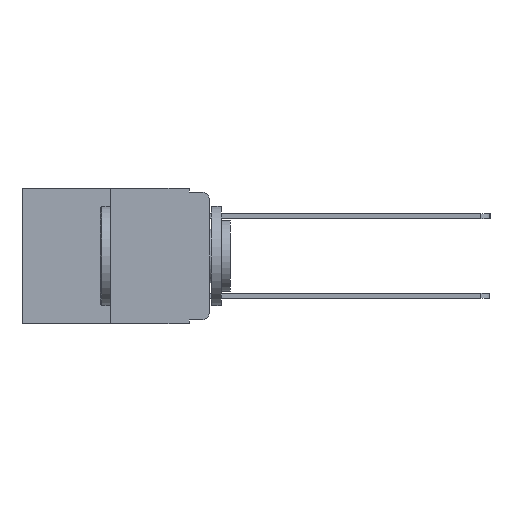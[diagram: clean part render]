
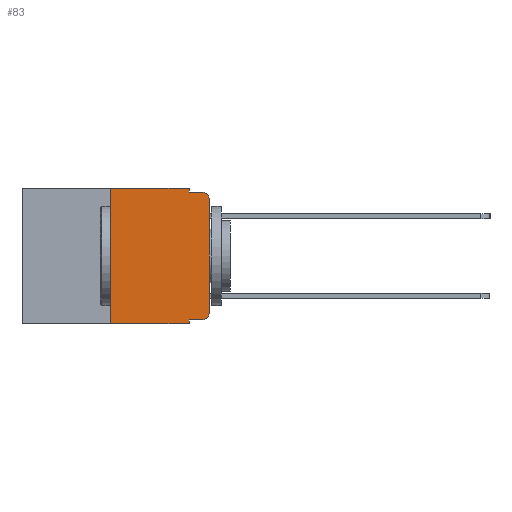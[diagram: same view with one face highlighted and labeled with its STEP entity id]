
A CAD part, left-side view. The second image highlights one B-rep face of the part: STEP entity #83.
In plain terms, the highlighted planar face has unit normal (-1, 0, 0).
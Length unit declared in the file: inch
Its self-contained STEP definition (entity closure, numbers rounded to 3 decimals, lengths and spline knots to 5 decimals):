
#83 = ADVANCED_FACE ( 'NONE', ( #10460 ), #2418, .F. ) ;
#275 = CARTESIAN_POINT ( 'NONE',  ( 0., 0., -0.03 ) ) ;
#552 = LINE ( 'NONE', #3848, #10314 ) ;
#651 = AXIS2_PLACEMENT_3D ( 'NONE', #5017, #4985, #5029 ) ;
#1492 = VECTOR ( 'NONE', #6693, 39.37008 ) ;
#1525 = VERTEX_POINT ( 'NONE', #7657 ) ;
#1601 = VERTEX_POINT ( 'NONE', #11841 ) ;
#1644 = VECTOR ( 'NONE', #5978, 39.37008 ) ;
#1845 = CARTESIAN_POINT ( 'NONE',  ( 0., 0.02, -0.03 ) ) ;
#1928 = VECTOR ( 'NONE', #11700, 39.37008 ) ;
#1942 = CARTESIAN_POINT ( 'NONE',  ( 0., 0.25, 0. ) ) ;
#2004 = LINE ( 'NONE', #2488, #9187 ) ;
#2011 = EDGE_CURVE ( 'NONE', #5522, #1525, #6497, .T. ) ;
#2412 = LINE ( 'NONE', #11325, #7125 ) ;
#2418 = PLANE ( 'NONE',  #6572 ) ;
#2488 = CARTESIAN_POINT ( 'NONE',  ( 0., 0.473, -0.343 ) ) ;
#2703 = DIRECTION ( 'NONE',  ( 0., -1., 0. ) ) ;
#2759 = CIRCLE ( 'NONE', #651, 0.02 ) ;
#2874 = DIRECTION ( 'NONE',  ( 0., 0., -1. ) ) ;
#2903 = CIRCLE ( 'NONE', #9662, 0.02 ) ;
#3403 = CARTESIAN_POINT ( 'NONE',  ( 0., 0.25, -0.343 ) ) ;
#3408 = EDGE_CURVE ( 'NONE', #1601, #6246, #2759, .T. ) ;
#3519 = EDGE_CURVE ( 'NONE', #6246, #7493, #4126, .T. ) ;
#3753 = EDGE_CURVE ( 'NONE', #5420, #1601, #8871, .T. ) ;
#3813 = ORIENTED_EDGE ( 'NONE', *, *, #5428, .T. ) ;
#3848 = CARTESIAN_POINT ( 'NONE',  ( 0., 0.051, 0. ) ) ;
#4126 = LINE ( 'NONE', #12057, #1492 ) ;
#4132 = VERTEX_POINT ( 'NONE', #7446 ) ;
#4603 = VECTOR ( 'NONE', #2703, 39.37008 ) ;
#4708 = ORIENTED_EDGE ( 'NONE', *, *, #11697, .F. ) ;
#4785 = DIRECTION ( 'NONE',  ( 1., 0., 0. ) ) ;
#4985 = DIRECTION ( 'NONE',  ( -1., 0., 0. ) ) ;
#5002 = CARTESIAN_POINT ( 'NONE',  ( 0., 0.051, -0.01 ) ) ;
#5017 = CARTESIAN_POINT ( 'NONE',  ( 0., 0.02, -0.313 ) ) ;
#5029 = DIRECTION ( 'NONE',  ( 0., 0., -1. ) ) ;
#5380 = CARTESIAN_POINT ( 'NONE',  ( 0., 0.473, 0. ) ) ;
#5420 = VERTEX_POINT ( 'NONE', #8388 ) ;
#5428 = EDGE_CURVE ( 'NONE', #7493, #11318, #2903, .T. ) ;
#5522 = VERTEX_POINT ( 'NONE', #1942 ) ;
#5596 = ORIENTED_EDGE ( 'NONE', *, *, #3753, .T. ) ;
#5853 = VECTOR ( 'NONE', #7941, 39.37008 ) ;
#5886 = ORIENTED_EDGE ( 'NONE', *, *, #3408, .T. ) ;
#5978 = DIRECTION ( 'NONE',  ( 0., -1., 0. ) ) ;
#6246 = VERTEX_POINT ( 'NONE', #7484 ) ;
#6341 = CARTESIAN_POINT ( 'NONE',  ( 0., 0.25, 0. ) ) ;
#6453 = VERTEX_POINT ( 'NONE', #5002 ) ;
#6497 = LINE ( 'NONE', #5380, #4603 ) ;
#6524 = CARTESIAN_POINT ( 'NONE',  ( 0., 0.02, -0.01 ) ) ;
#6572 = AXIS2_PLACEMENT_3D ( 'NONE', #6600, #4785, #11124 ) ;
#6600 = CARTESIAN_POINT ( 'NONE',  ( 0., 0.473, 0. ) ) ;
#6647 = EDGE_CURVE ( 'NONE', #6453, #11318, #8237, .T. ) ;
#6693 = DIRECTION ( 'NONE',  ( 0., 0., 1. ) ) ;
#6804 = CARTESIAN_POINT ( 'NONE',  ( 0., 0.051, -0.333 ) ) ;
#6829 = DIRECTION ( 'NONE',  ( 0., 0., -1. ) ) ;
#7125 = VECTOR ( 'NONE', #6829, 39.37008 ) ;
#7416 = ORIENTED_EDGE ( 'NONE', *, *, #8709, .F. ) ;
#7446 = CARTESIAN_POINT ( 'NONE',  ( 0., 0.051, -0.343 ) ) ;
#7457 = VERTEX_POINT ( 'NONE', #3403 ) ;
#7484 = CARTESIAN_POINT ( 'NONE',  ( 0., 0., -0.313 ) ) ;
#7493 = VERTEX_POINT ( 'NONE', #275 ) ;
#7657 = CARTESIAN_POINT ( 'NONE',  ( 0., 0.051, 0. ) ) ;
#7941 = DIRECTION ( 'NONE',  ( 0., -1., 0. ) ) ;
#8237 = LINE ( 'NONE', #9767, #5853 ) ;
#8388 = CARTESIAN_POINT ( 'NONE',  ( 0., 0.051, -0.333 ) ) ;
#8430 = DIRECTION ( 'NONE',  ( -1., 0., 0. ) ) ;
#8709 = EDGE_CURVE ( 'NONE', #5420, #4132, #552, .T. ) ;
#8724 = ORIENTED_EDGE ( 'NONE', *, *, #6647, .F. ) ;
#8871 = LINE ( 'NONE', #6804, #1644 ) ;
#9187 = VECTOR ( 'NONE', #9901, 39.37008 ) ;
#9288 = ORIENTED_EDGE ( 'NONE', *, *, #2011, .F. ) ;
#9569 = ORIENTED_EDGE ( 'NONE', *, *, #10601, .T. ) ;
#9662 = AXIS2_PLACEMENT_3D ( 'NONE', #1845, #8430, #2874 ) ;
#9767 = CARTESIAN_POINT ( 'NONE',  ( 0., 0.051, -0.01 ) ) ;
#9901 = DIRECTION ( 'NONE',  ( 0., -1., 0. ) ) ;
#10314 = VECTOR ( 'NONE', #11145, 39.37008 ) ;
#10460 = FACE_OUTER_BOUND ( 'NONE', #11329, .T. ) ;
#10517 = ORIENTED_EDGE ( 'NONE', *, *, #3519, .T. ) ;
#10601 = EDGE_CURVE ( 'NONE', #7457, #4132, #2004, .T. ) ;
#11124 = DIRECTION ( 'NONE',  ( 0., 0., -1. ) ) ;
#11145 = DIRECTION ( 'NONE',  ( 0., 0., -1. ) ) ;
#11318 = VERTEX_POINT ( 'NONE', #6524 ) ;
#11325 = CARTESIAN_POINT ( 'NONE',  ( 0., 0.051, 0. ) ) ;
#11329 = EDGE_LOOP ( 'NONE', ( #10517, #3813, #8724, #11388, #9288, #4708, #9569, #7416, #5596, #5886 ) ) ;
#11388 = ORIENTED_EDGE ( 'NONE', *, *, #11489, .F. ) ;
#11489 = EDGE_CURVE ( 'NONE', #1525, #6453, #2412, .T. ) ;
#11697 = EDGE_CURVE ( 'NONE', #7457, #5522, #11761, .T. ) ;
#11700 = DIRECTION ( 'NONE',  ( 0., 0., 1. ) ) ;
#11761 = LINE ( 'NONE', #6341, #1928 ) ;
#11841 = CARTESIAN_POINT ( 'NONE',  ( 0., 0.02, -0.333 ) ) ;
#12057 = CARTESIAN_POINT ( 'NONE',  ( 0., 0., 0. ) ) ;
